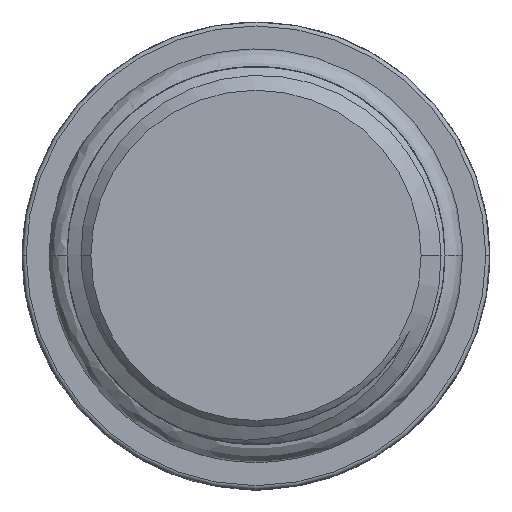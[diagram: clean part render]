
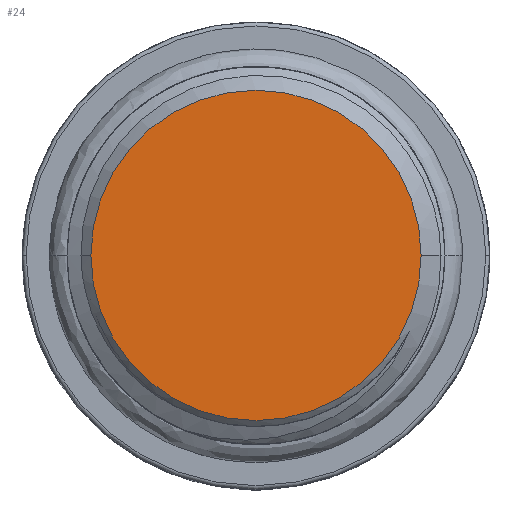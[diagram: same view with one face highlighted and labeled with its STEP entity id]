
A CAD part, top view. The second image highlights one B-rep face of the part: STEP entity #24.
In plain terms, the highlighted planar face has unit normal (0, 0, 1).
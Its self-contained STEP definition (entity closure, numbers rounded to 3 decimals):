
#24 = ADVANCED_FACE ( 'NONE', ( #1481 ), #11900, .T. ) ;
#1124 = AXIS2_PLACEMENT_3D ( 'NONE', #13657, #22789, #17243 ) ;
#1481 = FACE_OUTER_BOUND ( 'NONE', #19391, .T. ) ;
#1774 = ORIENTED_EDGE ( 'NONE', *, *, #6427, .T. ) ;
#3412 = VERTEX_POINT ( 'NONE', #4020 ) ;
#4020 = CARTESIAN_POINT ( 'NONE',  ( -8.3, 0., 57.1 ) ) ;
#5140 = CARTESIAN_POINT ( 'NONE',  ( 8.3, 0., 57.1 ) ) ;
#5475 = DIRECTION ( 'NONE',  ( 0., 0., 1. ) ) ;
#6427 = EDGE_CURVE ( 'NONE', #21433, #3412, #9874, .T. ) ;
#6881 = EDGE_CURVE ( 'NONE', #3412, #21433, #18711, .T. ) ;
#8608 = ORIENTED_EDGE ( 'NONE', *, *, #6881, .T. ) ;
#9874 = CIRCLE ( 'NONE', #18433, 8.3 ) ;
#11900 = PLANE ( 'NONE',  #1124 ) ;
#12645 = CARTESIAN_POINT ( 'NONE',  ( 0., 0., 57.1 ) ) ;
#13657 = CARTESIAN_POINT ( 'NONE',  ( 0., 0., 57.1 ) ) ;
#13767 = DIRECTION ( 'NONE',  ( 0., 0., 1. ) ) ;
#15501 = CARTESIAN_POINT ( 'NONE',  ( 0., 0., 57.1 ) ) ;
#15845 = DIRECTION ( 'NONE',  ( 1., 0., 0. ) ) ;
#16248 = DIRECTION ( 'NONE',  ( 1., 0., 0. ) ) ;
#17243 = DIRECTION ( 'NONE',  ( 1., 0., 0. ) ) ;
#18433 = AXIS2_PLACEMENT_3D ( 'NONE', #12645, #5475, #16248 ) ;
#18711 = CIRCLE ( 'NONE', #21655, 8.3 ) ;
#19391 = EDGE_LOOP ( 'NONE', ( #8608, #1774 ) ) ;
#21433 = VERTEX_POINT ( 'NONE', #5140 ) ;
#21655 = AXIS2_PLACEMENT_3D ( 'NONE', #15501, #13767, #15845 ) ;
#22789 = DIRECTION ( 'NONE',  ( 0., 0., 1. ) ) ;
